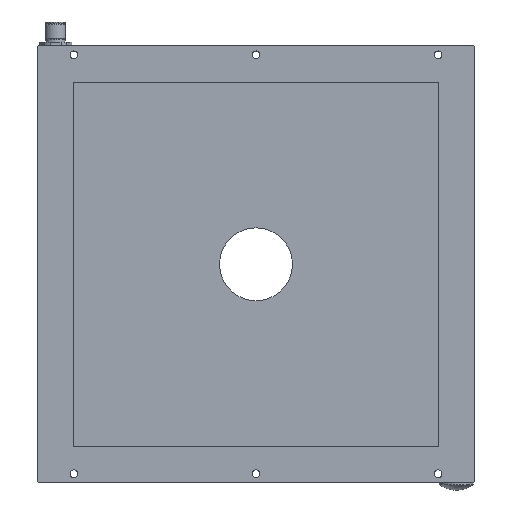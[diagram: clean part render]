
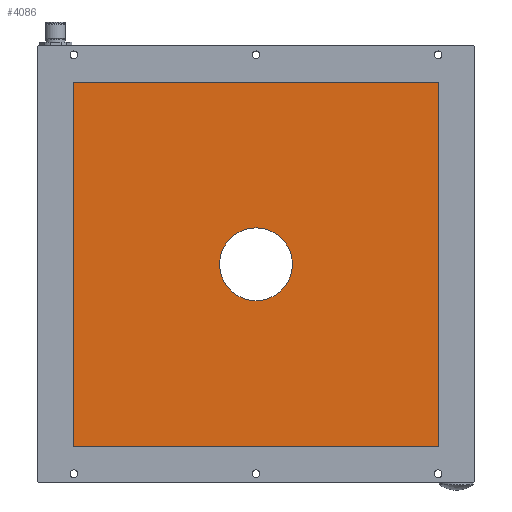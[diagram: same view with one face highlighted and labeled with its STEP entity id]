
A CAD part, front view. The second image highlights one B-rep face of the part: STEP entity #4086.
In plain terms, the highlighted planar face has unit normal (0, -1, 0).
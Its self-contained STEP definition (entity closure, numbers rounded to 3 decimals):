
#155 = EDGE_CURVE ( 'NONE', #877, #889, #3700, .T. ) ;
#171 = EDGE_CURVE ( 'NONE', #914, #885, #4146, .T. ) ;
#877 = VERTEX_POINT ( 'NONE', #3980 ) ;
#885 = VERTEX_POINT ( 'NONE', #3937 ) ;
#889 = VERTEX_POINT ( 'NONE', #3931 ) ;
#914 = VERTEX_POINT ( 'NONE', #3945 ) ;
#1088 = ORIENTED_EDGE ( 'NONE', *, *, #171, .F. ) ;
#1417 = ORIENTED_EDGE ( 'NONE', *, *, #1990, .T. ) ;
#1442 = EDGE_LOOP ( 'NONE', ( #1803 ) ) ;
#1583 = ORIENTED_EDGE ( 'NONE', *, *, #1998, .T. ) ;
#1687 = EDGE_LOOP ( 'NONE', ( #1772, #1583, #1088, #1417 ) ) ;
#1772 = ORIENTED_EDGE ( 'NONE', *, *, #155, .F. ) ;
#1803 = ORIENTED_EDGE ( 'NONE', *, *, #1946, .T. ) ;
#1946 = EDGE_CURVE ( 'NONE', #2237, #2237, #2997, .T. ) ;
#1990 = EDGE_CURVE ( 'NONE', #914, #889, #4392, .T. ) ;
#1998 = EDGE_CURVE ( 'NONE', #877, #885, #4367, .T. ) ;
#2237 = VERTEX_POINT ( 'NONE', #2240 ) ;
#2240 = CARTESIAN_POINT ( 'NONE',  ( 100., 4.1, -120. ) ) ;
#2501 = VECTOR ( 'NONE', #4227, 1000. ) ;
#2676 = VECTOR ( 'NONE', #3775, 1000. ) ;
#2850 = AXIS2_PLACEMENT_3D ( 'NONE', #5088, #5096, #5097 ) ;
#2872 = VECTOR ( 'NONE', #4356, 1000. ) ;
#2923 = VECTOR ( 'NONE', #4387, 1000. ) ;
#2997 = CIRCLE ( 'NONE', #3132, 20. ) ;
#3132 = AXIS2_PLACEMENT_3D ( 'NONE', #5353, #5316, #5339 ) ;
#3684 = CARTESIAN_POINT ( 'NONE',  ( 0., 4.1, -220. ) ) ;
#3700 = LINE ( 'NONE', #3684, #2676 ) ;
#3775 = DIRECTION ( 'NONE',  ( -1., 0., 0. ) ) ;
#3931 = CARTESIAN_POINT ( 'NONE',  ( 20., 4.1, -220. ) ) ;
#3937 = CARTESIAN_POINT ( 'NONE',  ( 220., 4.1, -20. ) ) ;
#3945 = CARTESIAN_POINT ( 'NONE',  ( 20., 4.1, -20. ) ) ;
#3980 = CARTESIAN_POINT ( 'NONE',  ( 220., 4.1, -220. ) ) ;
#4086 = ADVANCED_FACE ( 'NONE', ( #5092, #5093 ), #5094, .T. ) ;
#4146 = LINE ( 'NONE', #4274, #2501 ) ;
#4227 = DIRECTION ( 'NONE',  ( 1., 0., 0. ) ) ;
#4274 = CARTESIAN_POINT ( 'NONE',  ( 240., 4.1, -20. ) ) ;
#4356 = DIRECTION ( 'NONE',  ( 0., 0., 1. ) ) ;
#4357 = CARTESIAN_POINT ( 'NONE',  ( 220., 4.1, -226. ) ) ;
#4367 = LINE ( 'NONE', #4357, #2872 ) ;
#4387 = DIRECTION ( 'NONE',  ( 0., 0., -1. ) ) ;
#4390 = CARTESIAN_POINT ( 'NONE',  ( 20., 4.1, -14. ) ) ;
#4392 = LINE ( 'NONE', #4390, #2923 ) ;
#5088 = CARTESIAN_POINT ( 'NONE',  ( 15.5, 4.1, -224.5 ) ) ;
#5092 = FACE_BOUND ( 'NONE', #1442, .T. ) ;
#5093 = FACE_OUTER_BOUND ( 'NONE', #1687, .T. ) ;
#5094 = PLANE ( 'NONE',  #2850 ) ;
#5096 = DIRECTION ( 'NONE',  ( 0., -1., 0. ) ) ;
#5097 = DIRECTION ( 'NONE',  ( 1., 0., 0. ) ) ;
#5316 = DIRECTION ( 'NONE',  ( 0., 1., 0. ) ) ;
#5339 = DIRECTION ( 'NONE',  ( -1., 0., 0. ) ) ;
#5353 = CARTESIAN_POINT ( 'NONE',  ( 120., 4.1, -120. ) ) ;
